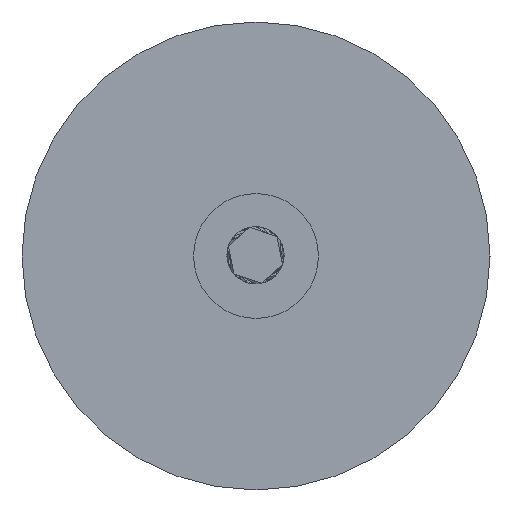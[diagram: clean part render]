
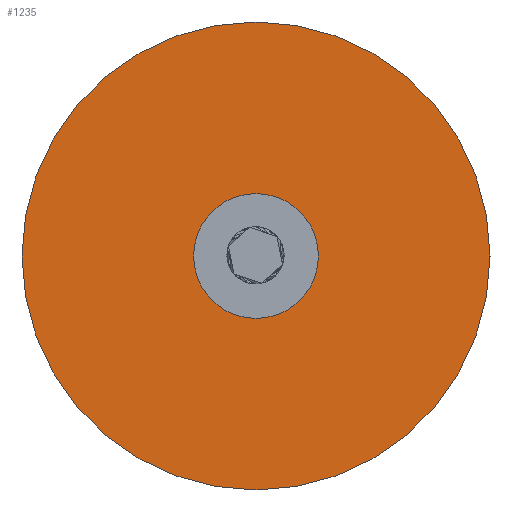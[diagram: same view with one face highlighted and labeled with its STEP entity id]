
A CAD part, front view. The second image highlights one B-rep face of the part: STEP entity #1235.
In plain terms, the highlighted planar face has unit normal (0, -1, 0).
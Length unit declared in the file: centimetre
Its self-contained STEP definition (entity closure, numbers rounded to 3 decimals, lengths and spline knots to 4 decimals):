
#247=FACE_BOUND('',#378,.T.);
#264=PLANE('',#1352);
#290=FACE_OUTER_BOUND('',#377,.T.);
#377=EDGE_LOOP('',(#857));
#378=EDGE_LOOP('',(#858));
#504=CIRCLE('',#1353,4.5);
#505=CIRCLE('',#1354,1.2);
#522=VERTEX_POINT('',#1528);
#523=VERTEX_POINT('',#1530);
#655=EDGE_CURVE('',#522,#522,#504,.T.);
#656=EDGE_CURVE('',#523,#523,#505,.T.);
#857=ORIENTED_EDGE('',*,*,#655,.T.);
#858=ORIENTED_EDGE('',*,*,#656,.T.);
#1235=ADVANCED_FACE('',(#290,#247),#264,.T.);
#1352=AXIS2_PLACEMENT_3D('',#1527,#1432,#1433);
#1353=AXIS2_PLACEMENT_3D('',#1529,#1434,#1435);
#1354=AXIS2_PLACEMENT_3D('',#1531,#1436,#1437);
#1432=DIRECTION('center_axis',(0.,-1.,0.));
#1433=DIRECTION('ref_axis',(-1.,0.,0.));
#1434=DIRECTION('center_axis',(0.,-1.,0.));
#1435=DIRECTION('ref_axis',(1.,0.,0.));
#1436=DIRECTION('center_axis',(0.,1.,0.));
#1437=DIRECTION('ref_axis',(0.,0.,
1.));
#1527=CARTESIAN_POINT('Origin',(0.,4.1,0.));
#1528=CARTESIAN_POINT('',(-4.5,4.1,0.));
#1529=CARTESIAN_POINT('Origin',(0.,4.1,0.));
#1530=CARTESIAN_POINT('',(0.,4.1,-1.2));
#1531=CARTESIAN_POINT('Origin',(0.,4.1,0.));
